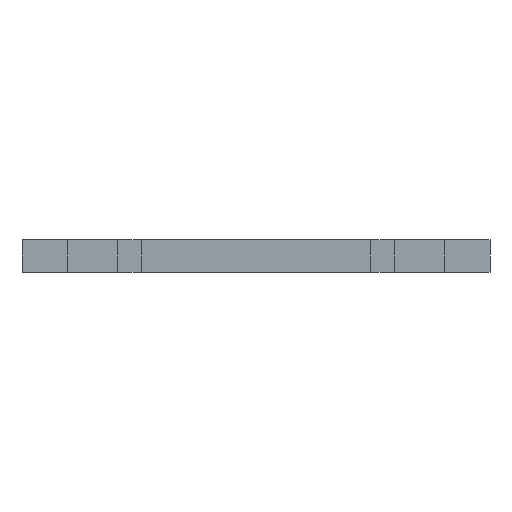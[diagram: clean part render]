
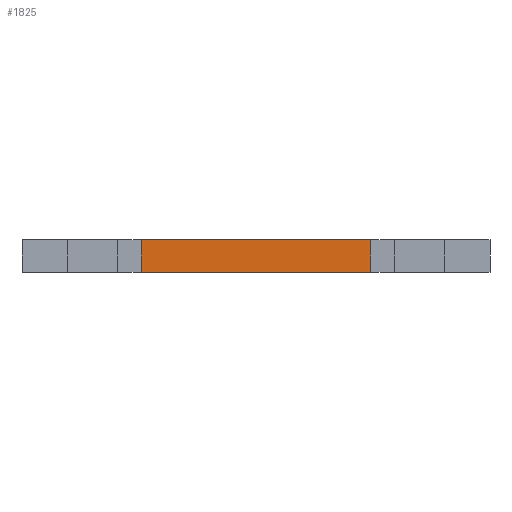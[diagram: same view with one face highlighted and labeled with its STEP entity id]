
A CAD part, front view. The second image highlights one B-rep face of the part: STEP entity #1825.
In plain terms, the highlighted planar face has unit normal (0, -1, 0).
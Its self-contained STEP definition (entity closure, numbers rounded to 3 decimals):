
#44 = PLANE('',#45);
#45 = AXIS2_PLACEMENT_3D('',#46,#47,#48);
#46 = CARTESIAN_POINT('',(-12.8,100.8,1.1));
#47 = DIRECTION('',(0.,0.,1.));
#48 = DIRECTION('',(0.,-1.,0.));
#100 = PLANE('',#101);
#101 = AXIS2_PLACEMENT_3D('',#102,#103,#104);
#102 = CARTESIAN_POINT('',(-12.8,100.8,-1.1));
#103 = DIRECTION('',(0.,0.,1.));
#104 = DIRECTION('',(0.,-1.,0.));
#609 = VERTEX_POINT('',#610);
#610 = CARTESIAN_POINT('',(-7.8,-91.8,1.1));
#624 = PLANE('',#625);
#625 = AXIS2_PLACEMENT_3D('',#626,#627,#628);
#626 = CARTESIAN_POINT('',(-7.8,-91.8,-2.9));
#627 = DIRECTION('',(-1.,0.,0.));
#628 = DIRECTION('',(0.,0.,1.));
#636 = EDGE_CURVE('',#637,#609,#639,.T.);
#637 = VERTEX_POINT('',#638);
#638 = CARTESIAN_POINT('',(7.8,-91.8,1.1));
#639 = SURFACE_CURVE('',#640,(#644,#651),.PCURVE_S1.);
#640 = LINE('',#641,#642);
#641 = CARTESIAN_POINT('',(-4.05,-91.8,1.1));
#642 = VECTOR('',#643,1.);
#643 = DIRECTION('',(-1.,0.,0.));
#644 = PCURVE('',#44,#645);
#645 = DEFINITIONAL_REPRESENTATION('',(#646),#650);
#646 = LINE('',#647,#648);
#647 = CARTESIAN_POINT('',(192.6,8.75));
#648 = VECTOR('',#649,1.);
#649 = DIRECTION('',(0.,-1.));
#650 = ( GEOMETRIC_REPRESENTATION_CONTEXT(2) 
PARAMETRIC_REPRESENTATION_CONTEXT() REPRESENTATION_CONTEXT('2D SPACE',''
  ) );
#651 = PCURVE('',#652,#657);
#652 = PLANE('',#653);
#653 = AXIS2_PLACEMENT_3D('',#654,#655,#656);
#654 = CARTESIAN_POINT('',(7.8,-91.8,-2.9));
#655 = DIRECTION('',(0.,1.,0.));
#656 = DIRECTION('',(0.,0.,1.));
#657 = DEFINITIONAL_REPRESENTATION('',(#658),#662);
#658 = LINE('',#659,#660);
#659 = CARTESIAN_POINT('',(4.,-11.85));
#660 = VECTOR('',#661,1.);
#661 = DIRECTION('',(0.,-1.));
#662 = ( GEOMETRIC_REPRESENTATION_CONTEXT(2) 
PARAMETRIC_REPRESENTATION_CONTEXT() REPRESENTATION_CONTEXT('2D SPACE',''
  ) );
#680 = PLANE('',#681);
#681 = AXIS2_PLACEMENT_3D('',#682,#683,#684);
#682 = CARTESIAN_POINT('',(7.8,-91.8,-2.9));
#683 = DIRECTION('',(-1.,0.,0.));
#684 = DIRECTION('',(0.,0.,1.));
#1309 = VERTEX_POINT('',#1310);
#1310 = CARTESIAN_POINT('',(-7.8,-91.8,-1.1));
#1331 = EDGE_CURVE('',#1309,#1332,#1334,.T.);
#1332 = VERTEX_POINT('',#1333);
#1333 = CARTESIAN_POINT('',(7.8,-91.8,-1.1));
#1334 = SURFACE_CURVE('',#1335,(#1339,#1346),.PCURVE_S1.);
#1335 = LINE('',#1336,#1337);
#1336 = CARTESIAN_POINT('',(11.85,-91.8,-1.1));
#1337 = VECTOR('',#1338,1.);
#1338 = DIRECTION('',(1.,-0.,0.));
#1339 = PCURVE('',#100,#1340);
#1340 = DEFINITIONAL_REPRESENTATION('',(#1341),#1345);
#1341 = LINE('',#1342,#1343);
#1342 = CARTESIAN_POINT('',(192.6,24.65));
#1343 = VECTOR('',#1344,1.);
#1344 = DIRECTION('',(0.,1.));
#1345 = ( GEOMETRIC_REPRESENTATION_CONTEXT(2) 
PARAMETRIC_REPRESENTATION_CONTEXT() REPRESENTATION_CONTEXT('2D SPACE',''
  ) );
#1346 = PCURVE('',#652,#1347);
#1347 = DEFINITIONAL_REPRESENTATION('',(#1348),#1352);
#1348 = LINE('',#1349,#1350);
#1349 = CARTESIAN_POINT('',(1.8,4.05));
#1350 = VECTOR('',#1351,1.);
#1351 = DIRECTION('',(0.,1.));
#1352 = ( GEOMETRIC_REPRESENTATION_CONTEXT(2) 
PARAMETRIC_REPRESENTATION_CONTEXT() REPRESENTATION_CONTEXT('2D SPACE',''
  ) );
#1803 = EDGE_CURVE('',#1332,#637,#1804,.T.);
#1804 = SURFACE_CURVE('',#1805,(#1809,#1816),.PCURVE_S1.);
#1805 = LINE('',#1806,#1807);
#1806 = CARTESIAN_POINT('',(7.8,-91.8,-2.9));
#1807 = VECTOR('',#1808,1.);
#1808 = DIRECTION('',(0.,0.,1.));
#1809 = PCURVE('',#680,#1810);
#1810 = DEFINITIONAL_REPRESENTATION('',(#1811),#1815);
#1811 = LINE('',#1812,#1813);
#1812 = CARTESIAN_POINT('',(0.,0.));
#1813 = VECTOR('',#1814,1.);
#1814 = DIRECTION('',(1.,0.));
#1815 = ( GEOMETRIC_REPRESENTATION_CONTEXT(2) 
PARAMETRIC_REPRESENTATION_CONTEXT() REPRESENTATION_CONTEXT('2D SPACE',''
  ) );
#1816 = PCURVE('',#652,#1817);
#1817 = DEFINITIONAL_REPRESENTATION('',(#1818),#1822);
#1818 = LINE('',#1819,#1820);
#1819 = CARTESIAN_POINT('',(0.,0.));
#1820 = VECTOR('',#1821,1.);
#1821 = DIRECTION('',(1.,0.));
#1822 = ( GEOMETRIC_REPRESENTATION_CONTEXT(2) 
PARAMETRIC_REPRESENTATION_CONTEXT() REPRESENTATION_CONTEXT('2D SPACE',''
  ) );
#1825 = ADVANCED_FACE('',(#1826),#652,.F.);
#1826 = FACE_BOUND('',#1827,.F.);
#1827 = EDGE_LOOP('',(#1828,#1829,#1830,#1851));
#1828 = ORIENTED_EDGE('',*,*,#1803,.F.);
#1829 = ORIENTED_EDGE('',*,*,#1331,.F.);
#1830 = ORIENTED_EDGE('',*,*,#1831,.T.);
#1831 = EDGE_CURVE('',#1309,#609,#1832,.T.);
#1832 = SURFACE_CURVE('',#1833,(#1837,#1844),.PCURVE_S1.);
#1833 = LINE('',#1834,#1835);
#1834 = CARTESIAN_POINT('',(-7.8,-91.8,-2.9));
#1835 = VECTOR('',#1836,1.);
#1836 = DIRECTION('',(0.,0.,1.));
#1837 = PCURVE('',#652,#1838);
#1838 = DEFINITIONAL_REPRESENTATION('',(#1839),#1843);
#1839 = LINE('',#1840,#1841);
#1840 = CARTESIAN_POINT('',(0.,-15.6));
#1841 = VECTOR('',#1842,1.);
#1842 = DIRECTION('',(1.,0.));
#1843 = ( GEOMETRIC_REPRESENTATION_CONTEXT(2) 
PARAMETRIC_REPRESENTATION_CONTEXT() REPRESENTATION_CONTEXT('2D SPACE',''
  ) );
#1844 = PCURVE('',#624,#1845);
#1845 = DEFINITIONAL_REPRESENTATION('',(#1846),#1850);
#1846 = LINE('',#1847,#1848);
#1847 = CARTESIAN_POINT('',(0.,0.));
#1848 = VECTOR('',#1849,1.);
#1849 = DIRECTION('',(1.,0.));
#1850 = ( GEOMETRIC_REPRESENTATION_CONTEXT(2) 
PARAMETRIC_REPRESENTATION_CONTEXT() REPRESENTATION_CONTEXT('2D SPACE',''
  ) );
#1851 = ORIENTED_EDGE('',*,*,#636,.F.);
